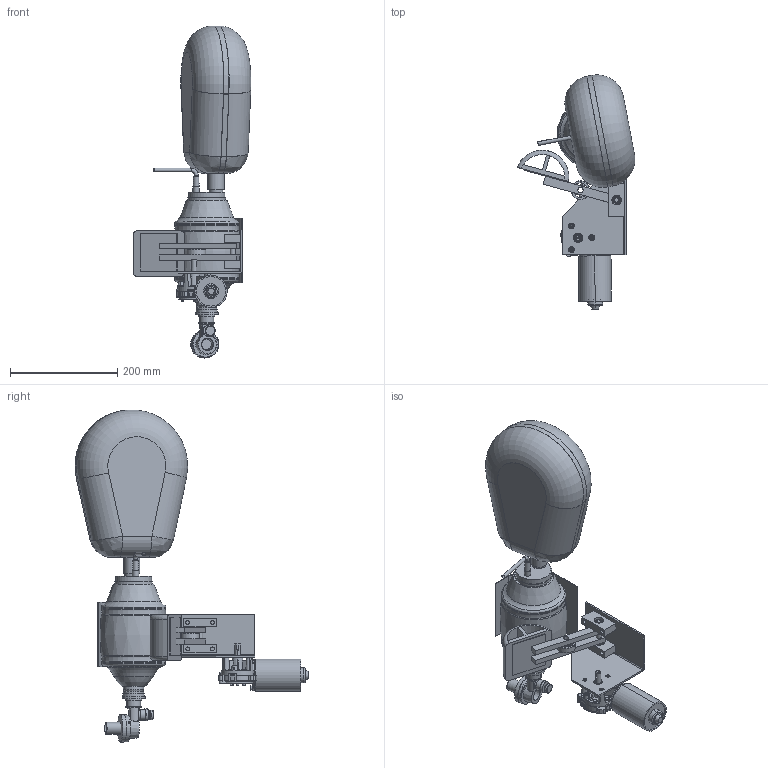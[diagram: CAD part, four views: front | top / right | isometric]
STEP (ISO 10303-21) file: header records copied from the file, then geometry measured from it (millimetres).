
FILE_DESCRIPTION(/* description */ (''),/* implementation_level */ '2;1');
FILE_NAME(/* name */ 'Respirador V3.stp',/* time_stamp */ '2020-04-04T21:34:06-03:00',/* author */ ('Hermann'),/* organization */ (''),/* preprocessor_version */ 'ST-DEVELOPER v17',/* originating_system */ 'Autodesk Inventor 2019',/* authorisation */ '');
FILE_SCHEMA (('AUTOMOTIVE_DESIGN { 1 0 10303 214 3 1 1 }'));
Products named in the file (21): Respirador V3; base; F006WMO310; %3% BS 290 - SKF 608; Mancal; eixo; Haste; %3% BS 290 - SKF 6300; chapa; suporte ambu; Conjunto Ambu; Corpo do Ambu; Tampa de Entrada; Bolsa de Carregamento; Adaptador de Saida; Corpo Valvula de Saida; Bocal de Saída; Corpo Valvula Reguladora de Pressão; Pino de Liberação Valvula Alivio de Pressã
o; Tubo de Entrada do Ar; contato
Assembly tree (23 placements, depth 3):
  Respirador V3
    base
    F006WMO310
    %3% BS 290 - SKF 608  x2
    Mancal  x2
    eixo
    Haste  x2
    %3% BS 290 - SKF 6300
    chapa
    suporte ambu
    Conjunto Ambu
      Corpo do Ambu
      Tampa de Entrada
      Bolsa de Carregamento
      Adaptador de Saida
      Corpo Valvula de Saida
      Bocal de Saída
      Corpo Valvula Reguladora de Pressão
      Pino de Liberação Valvula Alivio de Pressã
o
      Tubo de Entrada do Ar
    contato
Bounding box: 219.39 x 435.67 x 618.17 mm (x, y, z)
Volume: 824546.8 mm3; surface area: 777403.7 mm2
Topology: 21 solids, 502 shells, 842 faces, 3446 edges, 3116 vertices
Faces by surface type: plane 410, cylinder 263, torus 82, cone 57, sphere 18, bspline 12
Full cylindrical faces by diameter (mm): 5.5 x1, 6 x1, 6.5 x3, 7 x8, 7.1 x2, 8 x4, 10 x6, 12 x2, 12.48 x4, 15 x1, 16 x1, 17.52 x4, 18 x7, 20 x1, 21 x1, 22 x5, 23 x1, 23.5 x1, 24 x1, 25.5 x1, 26 x2, 27 x2, 28 x1, 29 x1, 30 x4, 35 x1, 38 x2, 40 x1, 43 x1, 46 x1
Entity records: 46886 total; most frequent: CARTESIAN_POINT 18014, DIRECTION 5281, ORIENTED_EDGE 4038, EDGE_CURVE 3237, VERTEX_POINT 2990, AXIS2_PLACEMENT_3D 1809, LINE 1663, VECTOR 1663
